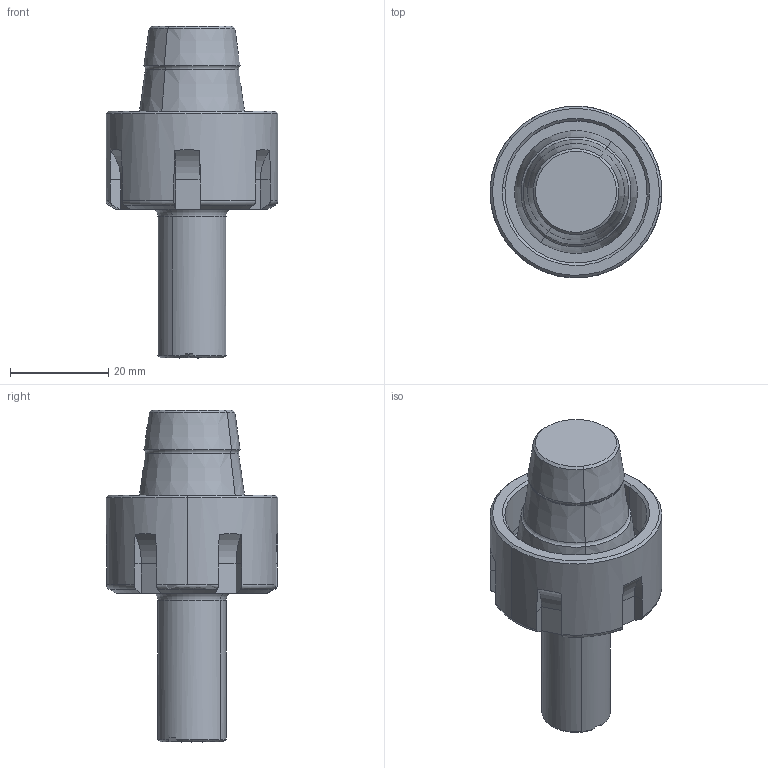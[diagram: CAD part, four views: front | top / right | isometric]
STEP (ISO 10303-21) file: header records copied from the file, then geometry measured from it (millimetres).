
FILE_DESCRIPTION(/* description */ (''),/* implementation_level */ '2;1');
FILE_NAME(/* name */ '335.14-ER25-14-035.stp',/* time_stamp */ '2018-02-26T11:08:41+06:00',/* author */ (''),/* organization */ (''),/* preprocessor_version */ 'ST-DEVELOPER v16',/* originating_system */ 'SIEMENS PLM Software NX 11.0',/* authorisation */ '');
FILE_SCHEMA (('AUTOMOTIVE_DESIGN { 1 0 10303 214 3 1 1 1 }'));
Length unit declared in the file: millimetre
Products named in the file (1): 335.14-ER25-14-035
Bounding box: 34.94 x 35 x 67.65 mm (x, y, z)
Volume: 20393.8 mm3; surface area: 10948.1 mm2
Topology: 3 solids, 4 shells, 150 faces, 372 edges, 235 vertices
Faces by surface type: plane 48, cone 43, cylinder 35, torus 17, bspline 7
Full cylindrical faces by diameter (mm): 23.8 x1, 25 x1
Entity records: 4937 total; most frequent: CARTESIAN_POINT 1529, ORIENTED_EDGE 734, DIRECTION 674, EDGE_CURVE 367, AXIS2_PLACEMENT_3D 273, VERTEX_POINT 234, EDGE_LOOP 161, ADVANCED_FACE 149
